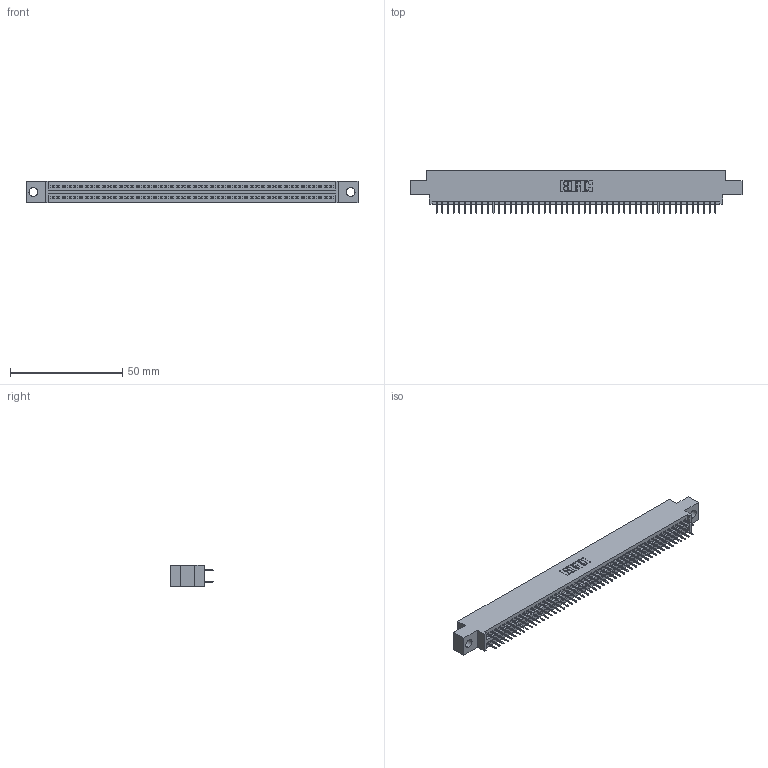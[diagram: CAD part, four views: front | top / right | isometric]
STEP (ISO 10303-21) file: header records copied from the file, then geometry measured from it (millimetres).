
FILE_DESCRIPTION (( 'STEP AP203' ), '1' );
FILE_NAME ('345-100-524-804.STEP', '2018-10-05T14:27:27', ( '' ), ( '' ), 'SwSTEP 2.0', 'SolidWorks 2016', '' );
FILE_SCHEMA (( 'CONFIG_CONTROL_DESIGN' ));
Length unit declared in the file: inch
Products named in the file (3): 345-292-001_345-293-124; 345-100-524-804; 345 Part_0.170 Offset - 0.156 Dia-TH
Assembly tree (101 placements, depth 2):
  345-100-524-804
    345 Part_0.170 Offset - 0.156 Dia-TH
    345-292-001_345-293-124  x100
Bounding box: 148.21 x 19.35 x 9.4 mm (x, y, z)
Volume: 14118.9 mm3; surface area: 20584.1 mm2
Topology: 101 solids, 101 shells, 5530 faces, 15653 edges, 10034 vertices
Faces by surface type: plane 3984, cylinder 1546
Entity records: 38363 total; most frequent: CARTESIAN_POINT 6424, ORIENTED_EDGE 6358, DIRECTION 5655, EDGE_CURVE 3179, VECTOR 2851, LINE 2851, VERTEX_POINT 2114, AXIS2_PLACEMENT_3D 1402
